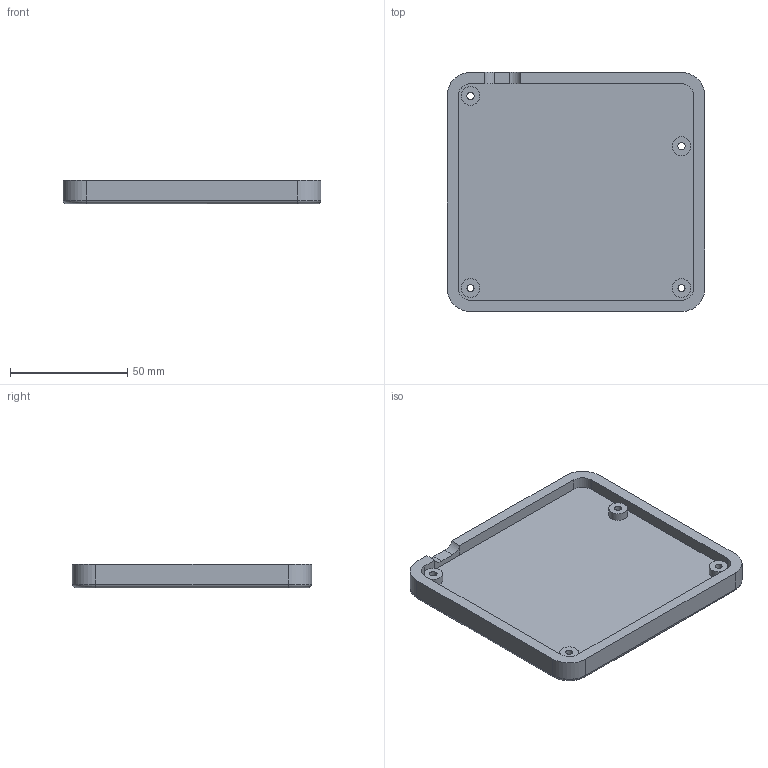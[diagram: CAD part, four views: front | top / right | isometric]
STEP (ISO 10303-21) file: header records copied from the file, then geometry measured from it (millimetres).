
FILE_DESCRIPTION(/* description */ ('KiCad electronic assembly'),/* implementation_level */ '2;1');
FILE_NAME(/* name */ 'Bottom.step',/* time_stamp */ '2025-07-02T21:18:58+02:00',/* author */ (''),/* organization */ (''),/* preprocessor_version */ 'ST-DEVELOPER v20',/* originating_system */ 'Autodesk Translation Framework v13.20.0.188',/* authorisation */ '');
FILE_SCHEMA (('AUTOMOTIVE_DESIGN { 1 0 10303 214 3 1 1 }'));
Length unit declared in the file: millimetre
Products named in the file (1): dialpad 1
Bounding box: 110 x 102.04 x 10 mm (x, y, z)
Volume: 64668.1 mm3; surface area: 28710.2 mm2
Topology: 1 solids, 1 shells, 53 faces, 119 edges, 76 vertices
Faces by surface type: cylinder 26, plane 23, torus 4
Full cylindrical faces by diameter (mm): 3 x2, 3.162 x2, 8 x8
Entity records: 1620 total; most frequent: CARTESIAN_POINT 327, DIRECTION 279, ORIENTED_EDGE 238, EDGE_CURVE 119, AXIS2_PLACEMENT_3D 108, VERTEX_POINT 76, EDGE_LOOP 69, LINE 63
